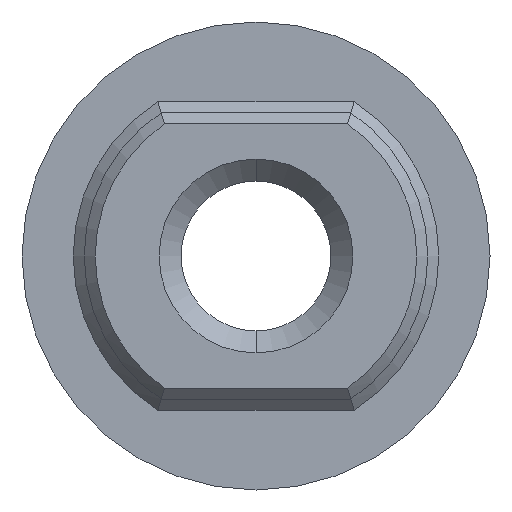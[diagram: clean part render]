
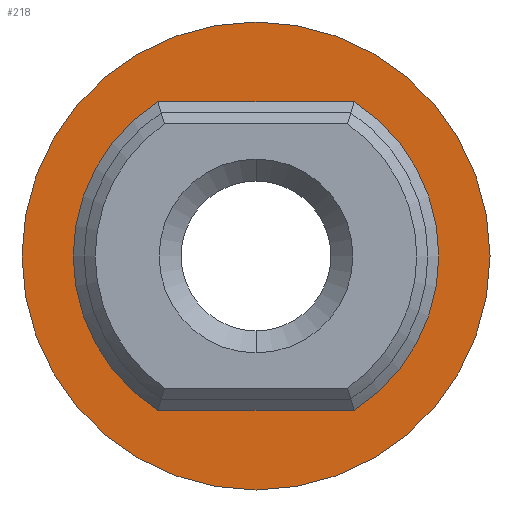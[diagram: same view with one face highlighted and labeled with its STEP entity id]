
A CAD part, front view. The second image highlights one B-rep face of the part: STEP entity #218.
In plain terms, the highlighted planar face has unit normal (0, -1, 0).
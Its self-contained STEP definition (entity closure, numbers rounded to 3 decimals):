
#51 = EDGE_CURVE ( 'NONE', #602, #1722, #507, .T. ) ;
#76 = CARTESIAN_POINT ( 'NONE',  ( 0., -12.143, 0. ) ) ;
#84 = EDGE_LOOP ( 'NONE', ( #2343, #2037 ) ) ;
#143 = CARTESIAN_POINT ( 'NONE',  ( 0., -12.143, 10.625 ) ) ;
#192 = CARTESIAN_POINT ( 'NONE',  ( 0., -12.143, 0. ) ) ;
#195 = DIRECTION ( 'NONE',  ( 0., 0., -1. ) ) ;
#218 = ADVANCED_FACE ( 'NONE', ( #2147, #1051 ), #1387, .T. ) ;
#297 = CARTESIAN_POINT ( 'NONE',  ( 0., -12.143, -10.625 ) ) ;
#318 = DIRECTION ( 'NONE',  ( 0., 0., -1. ) ) ;
#409 = AXIS2_PLACEMENT_3D ( 'NONE', #845, #672, #1958 ) ;
#429 = LINE ( 'NONE', #2285, #807 ) ;
#432 = DIRECTION ( 'NONE',  ( 0., 1., 0. ) ) ;
#460 = EDGE_CURVE ( 'NONE', #1529, #2237, #1378, .T. ) ;
#465 = AXIS2_PLACEMENT_3D ( 'NONE', #1583, #2135, #318 ) ;
#491 = EDGE_CURVE ( 'NONE', #1476, #602, #429, .T. ) ;
#507 = CIRCLE ( 'NONE', #1394, 8.3 ) ;
#602 = VERTEX_POINT ( 'NONE', #1367 ) ;
#672 = DIRECTION ( 'NONE',  ( 0., -1., 0. ) ) ;
#807 = VECTOR ( 'NONE', #1528, 1000. ) ;
#845 = CARTESIAN_POINT ( 'NONE',  ( 0., -12.143, 0. ) ) ;
#929 = CARTESIAN_POINT ( 'NONE',  ( 0., -12.143, 7. ) ) ;
#936 = DIRECTION ( 'NONE',  ( 1., 0., 0. ) ) ;
#979 = CARTESIAN_POINT ( 'NONE',  ( -4.46, -12.143, 7. ) ) ;
#1051 = FACE_OUTER_BOUND ( 'NONE', #84, .T. ) ;
#1188 = DIRECTION ( 'NONE',  ( 0., 0., -1. ) ) ;
#1189 = CARTESIAN_POINT ( 'NONE',  ( 4.46, -12.143, -7. ) ) ;
#1201 = CIRCLE ( 'NONE', #465, 8.3 ) ;
#1283 = DIRECTION ( 'NONE',  ( 0., -1., 0. ) ) ;
#1303 = EDGE_CURVE ( 'NONE', #2237, #1529, #1759, .T. ) ;
#1344 = LINE ( 'NONE', #929, #1371 ) ;
#1347 = ORIENTED_EDGE ( 'NONE', *, *, #2229, .T. ) ;
#1348 = DIRECTION ( 'NONE',  ( 0., 0., -1. ) ) ;
#1367 = CARTESIAN_POINT ( 'NONE',  ( -4.46, -12.143, -7. ) ) ;
#1371 = VECTOR ( 'NONE', #936, 1000. ) ;
#1378 = CIRCLE ( 'NONE', #1770, 10.625 ) ;
#1387 = PLANE ( 'NONE',  #409 ) ;
#1394 = AXIS2_PLACEMENT_3D ( 'NONE', #2306, #432, #1188 ) ;
#1476 = VERTEX_POINT ( 'NONE', #1189 ) ;
#1528 = DIRECTION ( 'NONE',  ( -1., 0., 0. ) ) ;
#1529 = VERTEX_POINT ( 'NONE', #297 ) ;
#1583 = CARTESIAN_POINT ( 'NONE',  ( 0., -12.143, 0. ) ) ;
#1639 = ORIENTED_EDGE ( 'NONE', *, *, #1684, .T. ) ;
#1684 = EDGE_CURVE ( 'NONE', #1722, #2249, #1344, .T. ) ;
#1706 = EDGE_LOOP ( 'NONE', ( #1639, #1347, #2393, #2075 ) ) ;
#1722 = VERTEX_POINT ( 'NONE', #979 ) ;
#1759 = CIRCLE ( 'NONE', #1801, 10.625 ) ;
#1770 = AXIS2_PLACEMENT_3D ( 'NONE', #76, #2259, #1348 ) ;
#1801 = AXIS2_PLACEMENT_3D ( 'NONE', #192, #1283, #195 ) ;
#1950 = CARTESIAN_POINT ( 'NONE',  ( 4.46, -12.143, 7. ) ) ;
#1958 = DIRECTION ( 'NONE',  ( 0., 0., -1. ) ) ;
#2037 = ORIENTED_EDGE ( 'NONE', *, *, #1303, .T. ) ;
#2075 = ORIENTED_EDGE ( 'NONE', *, *, #51, .T. ) ;
#2135 = DIRECTION ( 'NONE',  ( 0., 1., 0. ) ) ;
#2147 = FACE_BOUND ( 'NONE', #1706, .T. ) ;
#2229 = EDGE_CURVE ( 'NONE', #2249, #1476, #1201, .T. ) ;
#2237 = VERTEX_POINT ( 'NONE', #143 ) ;
#2249 = VERTEX_POINT ( 'NONE', #1950 ) ;
#2259 = DIRECTION ( 'NONE',  ( 0., -1., 0. ) ) ;
#2285 = CARTESIAN_POINT ( 'NONE',  ( -4.312, -12.143, -7. ) ) ;
#2306 = CARTESIAN_POINT ( 'NONE',  ( 0., -12.143, 0. ) ) ;
#2343 = ORIENTED_EDGE ( 'NONE', *, *, #460, .T. ) ;
#2393 = ORIENTED_EDGE ( 'NONE', *, *, #491, .T. ) ;
